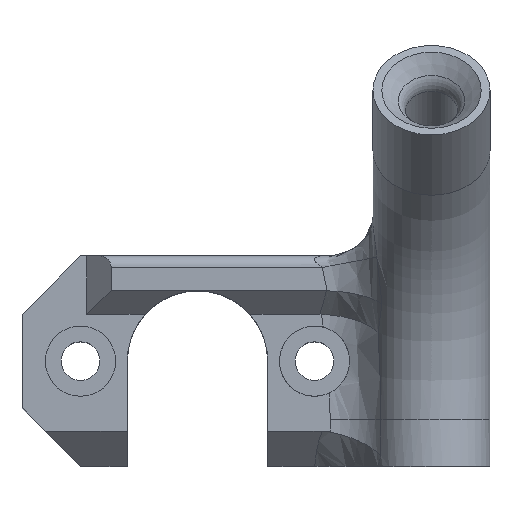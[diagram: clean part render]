
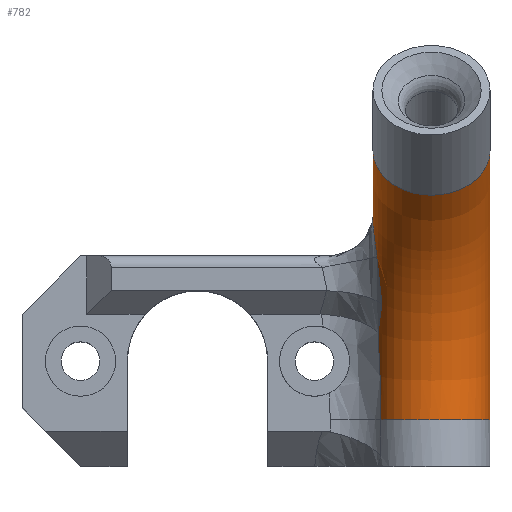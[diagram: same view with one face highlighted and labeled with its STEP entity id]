
A CAD part, top view. The second image highlights one B-rep face of the part: STEP entity #782.
In plain terms, the highlighted toroidal (fillet/blend) face has major radius 30 mm and minor radius 5 mm.
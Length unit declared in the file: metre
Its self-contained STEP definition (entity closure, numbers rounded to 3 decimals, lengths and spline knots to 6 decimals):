
#29=TOROIDAL_SURFACE('',#861,0.03,0.005);
#59=CIRCLE('',#862,0.005);
#60=CIRCLE('',#863,0.005);
#61=CIRCLE('',#864,0.032179);
#94=B_SPLINE_CURVE_WITH_KNOTS('',3,(#1312,#1313,#1314,#1315),
 .UNSPECIFIED.,.F.,.F.,(4,4),(0.,0.002854),
 .UNSPECIFIED.);
#95=B_SPLINE_CURVE_WITH_KNOTS('',3,(#1318,#1319,#1320,#1321),
 .UNSPECIFIED.,.F.,.F.,(4,4),(0.,0.007494),.UNSPECIFIED.);
#96=B_SPLINE_CURVE_WITH_KNOTS('',3,(#1327,#1328,#1329,#1330,#1331,#1332,
#1333,#1334,#1335,#1336),.UNSPECIFIED.,.F.,.F.,(4,1,1,1,1,1,1,4),(0.,0.003208,
0.004812,0.006416,0.00802,0.009624,
0.011228,0.012832),.UNSPECIFIED.);
#97=B_SPLINE_CURVE_WITH_KNOTS('',3,(#1338,#1339,#1340,#1341,#1342,#1343,
#1344,#1345,#1346,#1347),.UNSPECIFIED.,.F.,.F.,(4,1,1,1,1,1,1,4),(0.,0.000755,
0.00151,0.002265,0.00302,0.003775,
0.00453,0.00604),.UNSPECIFIED.);
#98=B_SPLINE_CURVE_WITH_KNOTS('',3,(#1349,#1350,#1351,#1352),
 .UNSPECIFIED.,.F.,.F.,(4,4),(0.,0.004117),.UNSPECIFIED.);
#237=ORIENTED_EDGE('',*,*,#396,.F.);
#238=ORIENTED_EDGE('',*,*,#397,.T.);
#239=ORIENTED_EDGE('',*,*,#398,.T.);
#240=ORIENTED_EDGE('',*,*,#399,.T.);
#241=ORIENTED_EDGE('',*,*,#400,.T.);
#242=ORIENTED_EDGE('',*,*,#401,.T.);
#243=ORIENTED_EDGE('',*,*,#402,.T.);
#244=ORIENTED_EDGE('',*,*,#403,.T.);
#396=EDGE_CURVE('',#483,#483,#59,.F.);
#397=EDGE_CURVE('',#484,#485,#94,.T.);
#398=EDGE_CURVE('',#485,#486,#95,.T.);
#399=EDGE_CURVE('',#486,#487,#60,.F.);
#400=EDGE_CURVE('',#487,#488,#61,.F.);
#401=EDGE_CURVE('',#488,#489,#96,.T.);
#402=EDGE_CURVE('',#489,#490,#97,.T.);
#403=EDGE_CURVE('',#490,#484,#98,.T.);
#483=VERTEX_POINT('',#1311);
#484=VERTEX_POINT('',#1316);
#485=VERTEX_POINT('',#1317);
#486=VERTEX_POINT('',#1322);
#487=VERTEX_POINT('',#1324);
#488=VERTEX_POINT('',#1326);
#489=VERTEX_POINT('',#1337);
#490=VERTEX_POINT('',#1348);
#631=EDGE_LOOP('',(#237));
#632=EDGE_LOOP('',(#238,#239,#240,#241,#242,#243,#244));
#700=FACE_BOUND('',#631,.T.);
#701=FACE_BOUND('',#632,.T.);
#782=ADVANCED_FACE('',(#700,#701),#29,.T.);
#861=AXIS2_PLACEMENT_3D('',#1309,#1025,#1026);
#862=AXIS2_PLACEMENT_3D('',#1310,#1027,#1028);
#863=AXIS2_PLACEMENT_3D('',#1323,#1029,#1030);
#864=AXIS2_PLACEMENT_3D('',#1325,#1031,#1032);
#1025=DIRECTION('',(1.,0.,0.));
#1026=DIRECTION('',(0.,0.,-1.));
#1027=DIRECTION('',(0.,-0.643,-0.766));
#1028=DIRECTION('',(0.,0.766,-0.643));
#1029=DIRECTION('',(0.,-1.,0.));
#1030=DIRECTION('',(0.,0.,-1.));
#1031=DIRECTION('',(-1.,0.,0.));
#1032=DIRECTION('',(0.,0.,1.));
#1309=CARTESIAN_POINT('',(0.02,-0.005,0.035));
#1310=CARTESIAN_POINT('',(0.02,0.017981,0.015716));
#1311=CARTESIAN_POINT('',(0.02,0.021812,0.012502));
#1312=CARTESIAN_POINT('',(0.015769,0.004893,0.009517));
#1313=CARTESIAN_POINT('',(0.015653,0.004096,0.00901));
#1314=CARTESIAN_POINT('',(0.015537,0.003288,0.008521));
#1315=CARTESIAN_POINT('',(0.01543,0.002471,0.008045));
#1316=CARTESIAN_POINT('',(0.015769,0.004893,0.009517));
#1317=CARTESIAN_POINT('',(0.01543,0.002471,0.008045));
#1318=CARTESIAN_POINT('',(0.01543,0.002471,0.008045));
#1319=CARTESIAN_POINT('',(0.015572,-0.000005,0.00769));
#1320=CARTESIAN_POINT('',(0.01567,-0.002494,0.0075));
#1321=CARTESIAN_POINT('',(0.01567,-0.005,0.0075));
#1322=CARTESIAN_POINT('',(0.01567,-0.005,0.0075));
#1323=CARTESIAN_POINT('',(0.02,-0.005,0.005));
#1324=CARTESIAN_POINT('',(0.0245,-0.005,0.002821));
#1325=CARTESIAN_POINT('',(0.0245,-0.005,0.035));
#1326=CARTESIAN_POINT('',(0.0245,0.012795,0.008188));
#1327=CARTESIAN_POINT('',(0.0245,0.012795,0.008188));
#1328=CARTESIAN_POINT('',(0.024187,0.012483,0.007205));
#1329=CARTESIAN_POINT('',(0.023453,0.012061,0.005788));
#1330=CARTESIAN_POINT('',(0.021732,0.011704,0.004497));
#1331=CARTESIAN_POINT('',(0.020138,0.011594,0.004084));
#1332=CARTESIAN_POINT('',(0.018515,0.011674,0.004384));
#1333=CARTESIAN_POINT('',(0.017163,0.011918,0.005277));
#1334=CARTESIAN_POINT('',(0.016176,0.01228,0.00653));
#1335=CARTESIAN_POINT('',(0.01575,0.012567,0.007465));
#1336=CARTESIAN_POINT('',(0.015579,0.01272,0.007953));
#1337=CARTESIAN_POINT('',(0.015579,0.01272,0.007953));
#1338=CARTESIAN_POINT('',(0.015579,0.01272,0.007953));
#1339=CARTESIAN_POINT('',(0.015498,0.012793,0.008184));
#1340=CARTESIAN_POINT('',(0.015342,0.012894,0.008651));
#1341=CARTESIAN_POINT('',(0.015133,0.012864,0.009395));
#1342=CARTESIAN_POINT('',(0.015,0.012527,0.010099));
#1343=CARTESIAN_POINT('',(0.014994,0.011878,0.010546));
#1344=CARTESIAN_POINT('',(0.015065,0.011128,0.010714));
#1345=CARTESIAN_POINT('',(0.01519,0.010111,0.010717));
#1346=CARTESIAN_POINT('',(0.015282,0.009371,0.01057));
#1347=CARTESIAN_POINT('',(0.015331,0.008881,0.010442));
#1348=CARTESIAN_POINT('',(0.015331,0.008881,0.010442));
#1349=CARTESIAN_POINT('',(0.015331,0.008881,0.010442));
#1350=CARTESIAN_POINT('',(0.015466,0.007559,0.010096));
#1351=CARTESIAN_POINT('',(0.01562,0.006232,0.009784));
#1352=CARTESIAN_POINT('',(0.015769,0.004893,0.009517));
